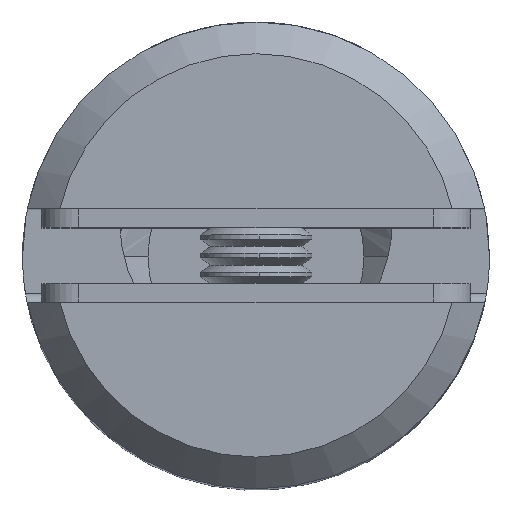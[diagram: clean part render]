
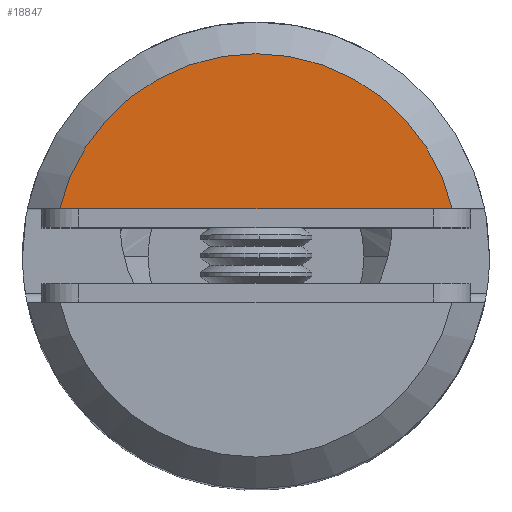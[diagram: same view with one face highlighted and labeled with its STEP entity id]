
A CAD part, top view. The second image highlights one B-rep face of the part: STEP entity #18847.
In plain terms, the highlighted planar face has unit normal (0, 0, 1).
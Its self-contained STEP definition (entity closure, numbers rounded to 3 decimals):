
#1177 = DIRECTION ( 'NONE',  ( 1., 0., 0. ) ) ;
#4300 = VECTOR ( 'NONE', #1177, 1000. ) ;
#5111 = DIRECTION ( 'NONE',  ( 0., 0., 1. ) ) ;
#5685 = LINE ( 'NONE', #24962, #4300 ) ;
#7514 = DIRECTION ( 'NONE',  ( 1., 0., 0. ) ) ;
#7555 = AXIS2_PLACEMENT_3D ( 'NONE', #16234, #5111, #7514 ) ;
#7679 = DIRECTION ( 'NONE',  ( 1., 0., 0. ) ) ;
#7868 = DIRECTION ( 'NONE',  ( 0., 0., 1. ) ) ;
#10151 = AXIS2_PLACEMENT_3D ( 'NONE', #14070, #7868, #7679 ) ;
#11348 = EDGE_CURVE ( 'NONE', #23942, #11393, #5685, .T. ) ;
#11393 = VERTEX_POINT ( 'NONE', #20587 ) ;
#13083 = EDGE_CURVE ( 'NONE', #11393, #23942, #17847, .T. ) ;
#13909 = PLANE ( 'NONE',  #7555 ) ;
#14070 = CARTESIAN_POINT ( 'NONE',  ( 0., 0., 24.5 ) ) ;
#14389 = ORIENTED_EDGE ( 'NONE', *, *, #13083, .T. ) ;
#16234 = CARTESIAN_POINT ( 'NONE',  ( 0., 0., 24.5 ) ) ;
#17847 = CIRCLE ( 'NONE', #10151, 10.8 ) ;
#18847 = ADVANCED_FACE ( 'NONE', ( #20663 ), #13909, .T. ) ;
#18987 = ORIENTED_EDGE ( 'NONE', *, *, #11348, .T. ) ;
#20324 = EDGE_LOOP ( 'NONE', ( #18987, #14389 ) ) ;
#20587 = CARTESIAN_POINT ( 'NONE',  ( 10.507, 2.5, 24.5 ) ) ;
#20663 = FACE_OUTER_BOUND ( 'NONE', #20324, .T. ) ;
#20948 = CARTESIAN_POINT ( 'NONE',  ( -10.507, 2.5, 24.5 ) ) ;
#23942 = VERTEX_POINT ( 'NONE', #20948 ) ;
#24962 = CARTESIAN_POINT ( 'NONE',  ( -12.247, 2.5, 24.5 ) ) ;
